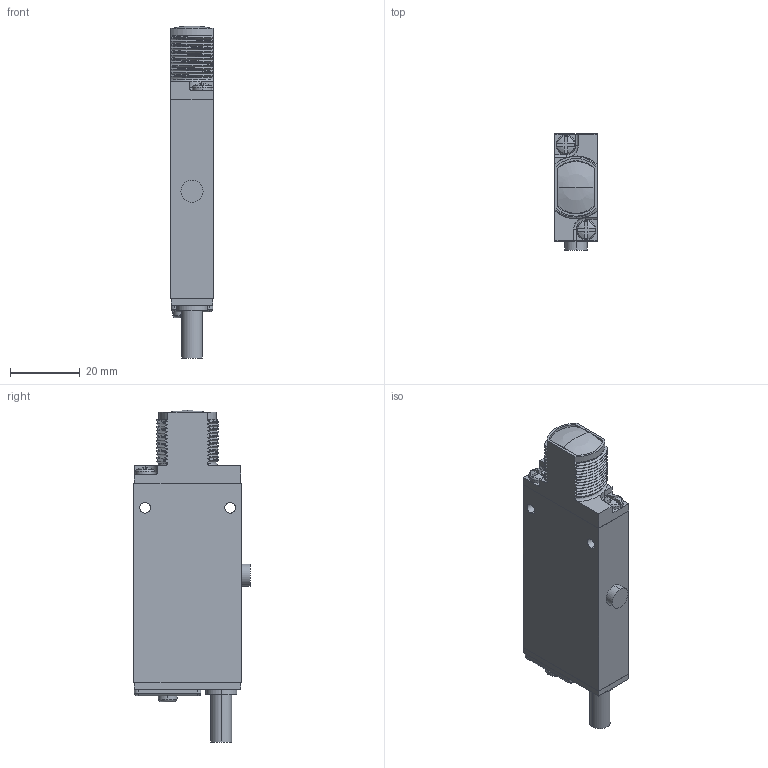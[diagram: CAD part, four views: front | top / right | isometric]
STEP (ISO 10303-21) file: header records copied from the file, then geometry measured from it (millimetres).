
FILE_DESCRIPTION((''),'2;1');
FILE_NAME('155297_SW','2010-12-03T',('banengservice'),('BANNER ENGINEERING'),'PRO/ENGINEER BY PARAMETRIC TECHNOLOGY CORPORATION, 2009141','PRO/ENGINEER BY PARAMETRIC TECHNOLOGY CORPORATION, 2009141','');
FILE_SCHEMA(('CONFIG_CONTROL_DESIGN'));
Length unit declared in the file: inch
Products named in the file (1): 155297_SW
Bounding box: 12.19 x 33.27 x 95.12 mm (x, y, z)
Volume: 9951.3 mm3; surface area: 17733 mm2
Topology: 2 solids, 4 shells, 671 faces, 1797 edges, 1150 vertices
Faces by surface type: plane 321, cylinder 208, bspline 95, torus 27, cone 10, sphere 10
Entity records: 26086 total; most frequent: CARTESIAN_POINT 9750, ORIENTED_EDGE 3590, DIRECTION 3112, EDGE_CURVE 1795, VERTEX_POINT 1150, AXIS2_PLACEMENT_3D 1038, VECTOR 1036, LINE 1036
